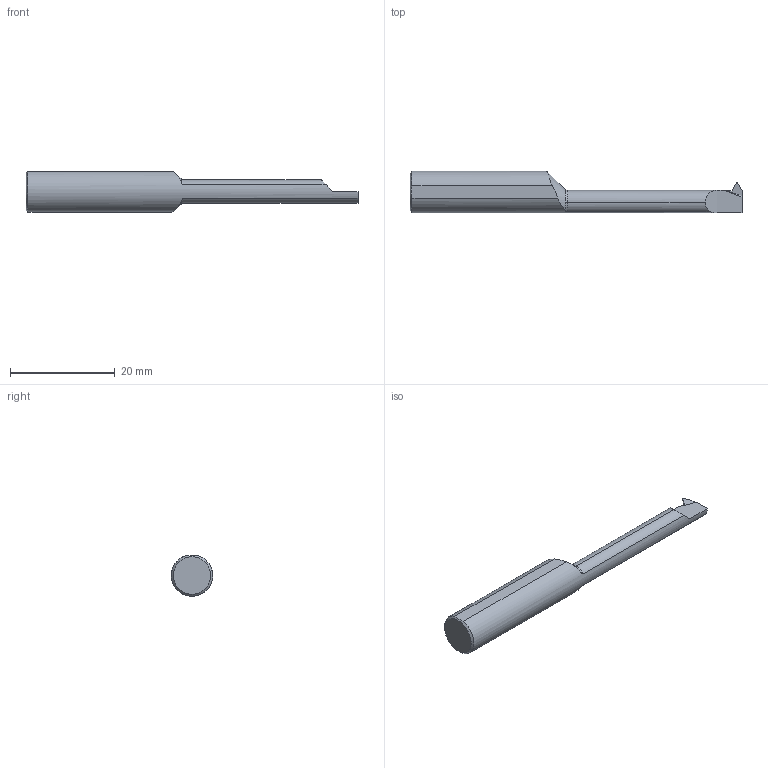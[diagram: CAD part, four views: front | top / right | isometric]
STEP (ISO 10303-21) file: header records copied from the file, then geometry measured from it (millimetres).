
FILE_DESCRIPTION (( 'STEP AP203' ), '1' );
FILE_NAME ('230760-TTQ2301250.STEP', '2025-04-18T18:45:38', ( '' ), ( '' ), 'SwSTEP 2.0', 'SolidWorks 2024', '' );
FILE_SCHEMA (( 'CONFIG_CONTROL_DESIGN' ));
Length unit declared in the file: inch
Products named in the file (1): 230760-TTQ2301250
Bounding box: 63.5 x 7.93 x 7.75 mm (x, y, z)
Volume: 1884.3 mm3; surface area: 1254.6 mm2
Topology: 1 solids, 1 shells, 29 faces, 75 edges, 48 vertices
Faces by surface type: plane 14, cone 6, cylinder 6, torus 3
Entity records: 1029 total; most frequent: CARTESIAN_POINT 279, ORIENTED_EDGE 150, DIRECTION 130, EDGE_CURVE 75, VERTEX_POINT 48, AXIS2_PLACEMENT_3D 47, VECTOR 36, LINE 36
